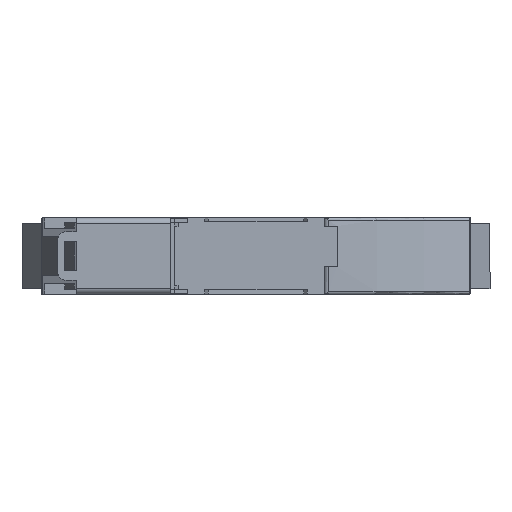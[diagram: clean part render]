
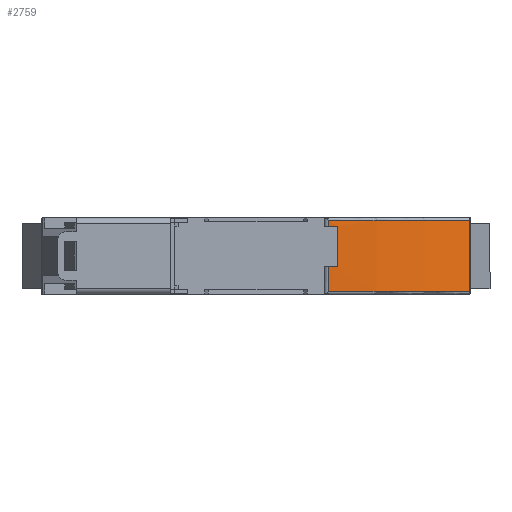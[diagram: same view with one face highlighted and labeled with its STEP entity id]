
A CAD part, front view. The second image highlights one B-rep face of the part: STEP entity #2759.
In plain terms, the highlighted cylindrical face has radius 80 mm (diameter 160 mm), a partial arc.
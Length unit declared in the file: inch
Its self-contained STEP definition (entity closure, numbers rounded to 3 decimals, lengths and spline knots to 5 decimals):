
#50 = CARTESIAN_POINT ( 'NONE',  ( 0.5315, 2.82112, 0.27953 ) ) ;
#51 = LINE ( 'NONE', #5673, #975 ) ;
#116 = EDGE_CURVE ( 'NONE', #508, #888, #51, .T. ) ;
#209 = DIRECTION ( 'NONE',  ( 1., 0., 0. ) ) ;
#269 = ORIENTED_EDGE ( 'NONE', *, *, #2826, .T. ) ;
#361 = EDGE_CURVE ( 'NONE', #2294, #1489, #2839, .T. ) ;
#463 = CARTESIAN_POINT ( 'NONE',  ( 0.5315, 2.82112, -0.3189 ) ) ;
#508 = VERTEX_POINT ( 'NONE', #3474 ) ;
#599 = CARTESIAN_POINT ( 'NONE',  ( 0.73622, -0.32183, -0.09055 ) ) ;
#686 = CARTESIAN_POINT ( 'NONE',  ( 0.65908, -0.3259, 0.33465 ) ) ;
#801 = CARTESIAN_POINT ( 'NONE',  ( 0.5315, 2.82112, -0.05906 ) ) ;
#888 = VERTEX_POINT ( 'NONE', #599 ) ;
#975 = VECTOR ( 'NONE', #3749, 39.37008 ) ;
#996 = AXIS2_PLACEMENT_3D ( 'NONE', #801, #4048, #4473 ) ;
#1068 = CARTESIAN_POINT ( 'NONE',  ( 0.65908, -0.3259, 0.27953 ) ) ;
#1158 = CARTESIAN_POINT ( 'NONE',  ( 0.65908, -0.3259, -0.28937 ) ) ;
#1225 = DIRECTION ( 'NONE',  ( -1., 0., 0. ) ) ;
#1256 = DIRECTION ( 'NONE',  ( 0., 0., -1. ) ) ;
#1265 = ORIENTED_EDGE ( 'NONE', *, *, #116, .T. ) ;
#1292 = EDGE_LOOP ( 'NONE', ( #2080, #3099, #3931, #1265, #2679, #1751, #3032, #269 ) ) ;
#1489 = VERTEX_POINT ( 'NONE', #5012 ) ;
#1498 = VECTOR ( 'NONE', #1635, 39.37008 ) ;
#1635 = DIRECTION ( 'NONE',  ( 0., 0., -1. ) ) ;
#1734 = AXIS2_PLACEMENT_3D ( 'NONE', #463, #2636, #3153 ) ;
#1741 = EDGE_CURVE ( 'NONE', #3701, #2294, #5826, .T. ) ;
#1751 = ORIENTED_EDGE ( 'NONE', *, *, #1741, .T. ) ;
#1947 = AXIS2_PLACEMENT_3D ( 'NONE', #5147, #2371, #209 ) ;
#2080 = ORIENTED_EDGE ( 'NONE', *, *, #3600, .T. ) ;
#2147 = CIRCLE ( 'NONE', #1947, 3.14961 ) ;
#2294 = VERTEX_POINT ( 'NONE', #5321 ) ;
#2371 = DIRECTION ( 'NONE',  ( 0., 0., 1. ) ) ;
#2485 = EDGE_CURVE ( 'NONE', #3553, #508, #3023, .T. ) ;
#2509 = VECTOR ( 'NONE', #5419, 39.37008 ) ;
#2534 = CIRCLE ( 'NONE', #3311, 3.14961 ) ;
#2636 = DIRECTION ( 'NONE',  ( 0., 0., 1. ) ) ;
#2679 = ORIENTED_EDGE ( 'NONE', *, *, #5124, .F. ) ;
#2759 = ADVANCED_FACE ( 'NONE', ( #4588 ), #4928, .T. ) ;
#2826 = EDGE_CURVE ( 'NONE', #1489, #3901, #2982, .T. ) ;
#2839 = CIRCLE ( 'NONE', #1734, 3.14961 ) ;
#2982 = LINE ( 'NONE', #3237, #3225 ) ;
#3023 = CIRCLE ( 'NONE', #5037, 3.14961 ) ;
#3032 = ORIENTED_EDGE ( 'NONE', *, *, #361, .T. ) ;
#3099 = ORIENTED_EDGE ( 'NONE', *, *, #5752, .F. ) ;
#3153 = DIRECTION ( 'NONE',  ( 1., 0., 0. ) ) ;
#3225 = VECTOR ( 'NONE', #5123, 39.37008 ) ;
#3237 = CARTESIAN_POINT ( 'NONE',  ( 1.93792, 0.00297, -0.05906 ) ) ;
#3244 = CARTESIAN_POINT ( 'NONE',  ( 0.65908, -0.3259, 0.35433 ) ) ;
#3311 = AXIS2_PLACEMENT_3D ( 'NONE', #5351, #1256, #1225 ) ;
#3474 = CARTESIAN_POINT ( 'NONE',  ( 0.73622, -0.32183, 0.27953 ) ) ;
#3553 = VERTEX_POINT ( 'NONE', #1068 ) ;
#3600 = EDGE_CURVE ( 'NONE', #3901, #5711, #2534, .T. ) ;
#3701 = VERTEX_POINT ( 'NONE', #4415 ) ;
#3749 = DIRECTION ( 'NONE',  ( 0., 0., -1. ) ) ;
#3901 = VERTEX_POINT ( 'NONE', #5097 ) ;
#3931 = ORIENTED_EDGE ( 'NONE', *, *, #2485, .T. ) ;
#4048 = DIRECTION ( 'NONE',  ( 0., 0., -1. ) ) ;
#4171 = DIRECTION ( 'NONE',  ( -1., 0., 0. ) ) ;
#4415 = CARTESIAN_POINT ( 'NONE',  ( 0.65908, -0.3259, -0.09055 ) ) ;
#4473 = DIRECTION ( 'NONE',  ( -1., 0., 0. ) ) ;
#4588 = FACE_OUTER_BOUND ( 'NONE', #1292, .T. ) ;
#4928 = CYLINDRICAL_SURFACE ( 'NONE', #996, 3.14961 ) ;
#5012 = CARTESIAN_POINT ( 'NONE',  ( 1.93792, 0.00297, -0.3189 ) ) ;
#5037 = AXIS2_PLACEMENT_3D ( 'NONE', #50, #5585, #4171 ) ;
#5097 = CARTESIAN_POINT ( 'NONE',  ( 1.93792, 0.00297, 0.33465 ) ) ;
#5123 = DIRECTION ( 'NONE',  ( 0., 0., 1. ) ) ;
#5124 = EDGE_CURVE ( 'NONE', #3701, #888, #2147, .T. ) ;
#5147 = CARTESIAN_POINT ( 'NONE',  ( 0.5315, 2.82112, -0.09055 ) ) ;
#5321 = CARTESIAN_POINT ( 'NONE',  ( 0.65908, -0.3259, -0.3189 ) ) ;
#5351 = CARTESIAN_POINT ( 'NONE',  ( 0.5315, 2.82112, 0.33465 ) ) ;
#5419 = DIRECTION ( 'NONE',  ( 0., 0., 1. ) ) ;
#5452 = LINE ( 'NONE', #3244, #2509 ) ;
#5585 = DIRECTION ( 'NONE',  ( 0., 0., 1. ) ) ;
#5673 = CARTESIAN_POINT ( 'NONE',  ( 0.73622, -0.32183, 0.30512 ) ) ;
#5711 = VERTEX_POINT ( 'NONE', #686 ) ;
#5752 = EDGE_CURVE ( 'NONE', #3553, #5711, #5452, .T. ) ;
#5826 = LINE ( 'NONE', #1158, #1498 ) ;
